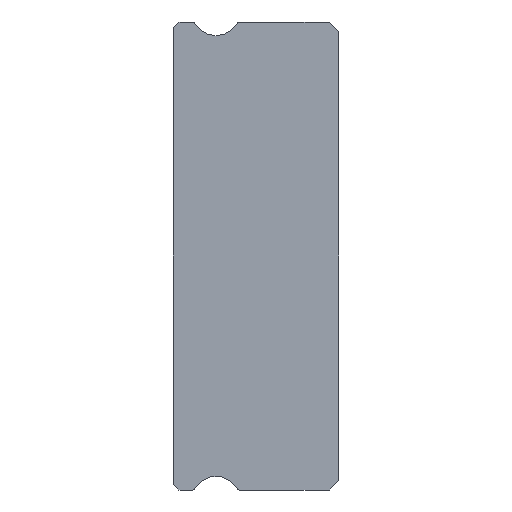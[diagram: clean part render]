
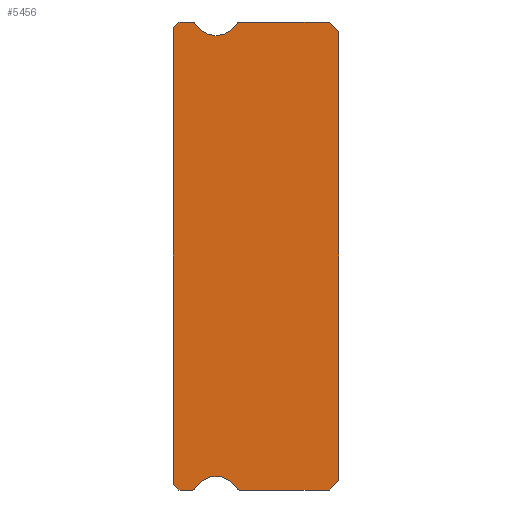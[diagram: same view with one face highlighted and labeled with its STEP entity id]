
A CAD part, left-side view. The second image highlights one B-rep face of the part: STEP entity #5456.
In plain terms, the highlighted planar face has unit normal (-1, 0, 0).
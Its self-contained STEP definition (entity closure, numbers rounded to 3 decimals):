
#38 = EDGE_CURVE ( 'NONE', #5451, #5799, #4955, .T. ) ;
#44 = ORIENTED_EDGE ( 'NONE', *, *, #3199, .F. ) ;
#105 = VECTOR ( 'NONE', #3600, 1000. ) ;
#130 = VERTEX_POINT ( 'NONE', #953 ) ;
#132 = VERTEX_POINT ( 'NONE', #987 ) ;
#260 = VECTOR ( 'NONE', #4249, 1000. ) ;
#289 = VERTEX_POINT ( 'NONE', #4397 ) ;
#294 = ORIENTED_EDGE ( 'NONE', *, *, #4826, .F. ) ;
#319 = DIRECTION ( 'NONE',  ( 0., 0., -1. ) ) ;
#330 = DIRECTION ( 'NONE',  ( 0., 0., -1. ) ) ;
#351 = DIRECTION ( 'NONE',  ( 1., 0., 0. ) ) ;
#561 = DIRECTION ( 'NONE',  ( 1., 0., 0. ) ) ;
#586 = CIRCLE ( 'NONE', #2938, 0.15 ) ;
#647 = VECTOR ( 'NONE', #4415, 1000. ) ;
#664 = DIRECTION ( 'NONE',  ( 0., -0.707, -0.707 ) ) ;
#681 = CARTESIAN_POINT ( 'NONE',  ( -20., 7.512, -12. ) ) ;
#774 = CARTESIAN_POINT ( 'NONE',  ( -20., 5.217, -11.925 ) ) ;
#787 = PLANE ( 'NONE',  #3492 ) ;
#795 = DIRECTION ( 'NONE',  ( 0., 0., -1. ) ) ;
#814 = CIRCLE ( 'NONE', #1986, 1.25 ) ;
#931 = CARTESIAN_POINT ( 'NONE',  ( -20., 5.088, 11.85 ) ) ;
#953 = CARTESIAN_POINT ( 'NONE',  ( -20., 0.5, -12. ) ) ;
#987 = CARTESIAN_POINT ( 'NONE',  ( -20., 7.512, 12. ) ) ;
#997 = CIRCLE ( 'NONE', #1205, 0.15 ) ;
#1083 = CARTESIAN_POINT ( 'NONE',  ( -20., 7.512, -12. ) ) ;
#1123 = CIRCLE ( 'NONE', #5027, 0.15 ) ;
#1125 = DIRECTION ( 'NONE',  ( -1., 0., 0. ) ) ;
#1179 = DIRECTION ( 'NONE',  ( 0., -1., 0. ) ) ;
#1205 = AXIS2_PLACEMENT_3D ( 'NONE', #931, #561, #4279 ) ;
#1216 = CARTESIAN_POINT ( 'NONE',  ( -20., 8.2, -12. ) ) ;
#1417 = DIRECTION ( 'NONE',  ( 0., 0.707, -0.707 ) ) ;
#1477 = LINE ( 'NONE', #3333, #105 ) ;
#1498 = EDGE_CURVE ( 'NONE', #3860, #1528, #997, .T. ) ;
#1520 = AXIS2_PLACEMENT_3D ( 'NONE', #3032, #4911, #4509 ) ;
#1522 = CARTESIAN_POINT ( 'NONE',  ( -20., 5.088, -12. ) ) ;
#1528 = VERTEX_POINT ( 'NONE', #4463 ) ;
#1592 = CARTESIAN_POINT ( 'NONE',  ( -20., 5.088, -11.85 ) ) ;
#1689 = CARTESIAN_POINT ( 'NONE',  ( -20., 7.512, 12. ) ) ;
#1726 = VECTOR ( 'NONE', #1417, 1000. ) ;
#1741 = VECTOR ( 'NONE', #5752, 1000. ) ;
#1752 = VERTEX_POINT ( 'NONE', #5521 ) ;
#1779 = CARTESIAN_POINT ( 'NONE',  ( -20., 7.512, -11.85 ) ) ;
#1807 = ORIENTED_EDGE ( 'NONE', *, *, #3124, .T. ) ;
#1878 = ORIENTED_EDGE ( 'NONE', *, *, #2397, .F. ) ;
#1888 = DIRECTION ( 'NONE',  ( 0., 0., 1. ) ) ;
#1924 = ORIENTED_EDGE ( 'NONE', *, *, #1498, .F. ) ;
#1926 = EDGE_CURVE ( 'NONE', #4044, #130, #1477, .T. ) ;
#1986 = AXIS2_PLACEMENT_3D ( 'NONE', #3037, #1125, #3489 ) ;
#2017 = VECTOR ( 'NONE', #1179, 1000. ) ;
#2055 = LINE ( 'NONE', #681, #2017 ) ;
#2068 = LINE ( 'NONE', #1216, #2495 ) ;
#2106 = DIRECTION ( 'NONE',  ( 0., 0., -1. ) ) ;
#2140 = CARTESIAN_POINT ( 'NONE',  ( -20., 8.2, 12. ) ) ;
#2310 = CIRCLE ( 'NONE', #4073, 1.25 ) ;
#2318 = CARTESIAN_POINT ( 'NONE',  ( -20., 0., 11.5 ) ) ;
#2382 = ORIENTED_EDGE ( 'NONE', *, *, #1926, .F. ) ;
#2397 = EDGE_CURVE ( 'NONE', #4176, #4353, #1123, .T. ) ;
#2442 = CARTESIAN_POINT ( 'NONE',  ( -20., 8.5, 11.7 ) ) ;
#2495 = VECTOR ( 'NONE', #664, 1000. ) ;
#2542 = CARTESIAN_POINT ( 'NONE',  ( -20., 8.5, 11.85 ) ) ;
#2550 = CARTESIAN_POINT ( 'NONE',  ( -20., 0.5, 12. ) ) ;
#2571 = LINE ( 'NONE', #3922, #1741 ) ;
#2661 = CARTESIAN_POINT ( 'NONE',  ( -20., 7.512, 11.85 ) ) ;
#2677 = ORIENTED_EDGE ( 'NONE', *, *, #2936, .F. ) ;
#2936 = EDGE_CURVE ( 'NONE', #1752, #4232, #4880, .T. ) ;
#2938 = AXIS2_PLACEMENT_3D ( 'NONE', #1779, #4636, #330 ) ;
#2955 = CARTESIAN_POINT ( 'NONE',  ( -20., 5.217, 11.925 ) ) ;
#2972 = AXIS2_PLACEMENT_3D ( 'NONE', #4601, #3546, #795 ) ;
#3007 = ORIENTED_EDGE ( 'NONE', *, *, #3223, .F. ) ;
#3032 = CARTESIAN_POINT ( 'NONE',  ( -20., 6.3, 12.55 ) ) ;
#3033 = ORIENTED_EDGE ( 'NONE', *, *, #5607, .F. ) ;
#3037 = CARTESIAN_POINT ( 'NONE',  ( -20., 6.3, 12.55 ) ) ;
#3116 = LINE ( 'NONE', #4131, #4510 ) ;
#3124 = EDGE_CURVE ( 'NONE', #5145, #4232, #4270, .T. ) ;
#3148 = EDGE_CURVE ( 'NONE', #289, #5010, #2055, .T. ) ;
#3187 = VERTEX_POINT ( 'NONE', #2550 ) ;
#3199 = EDGE_CURVE ( 'NONE', #4353, #5102, #2310, .T. ) ;
#3203 = DIRECTION ( 'NONE',  ( 0., 1., 0. ) ) ;
#3223 = EDGE_CURVE ( 'NONE', #5799, #3860, #814, .T. ) ;
#3229 = CARTESIAN_POINT ( 'NONE',  ( -20., 0.5, 12. ) ) ;
#3234 = ORIENTED_EDGE ( 'NONE', *, *, #3148, .T. ) ;
#3252 = EDGE_CURVE ( 'NONE', #1528, #3187, #5883, .T. ) ;
#3321 = CARTESIAN_POINT ( 'NONE',  ( -20., 6.3, 11.3 ) ) ;
#3333 = CARTESIAN_POINT ( 'NONE',  ( -20., 0., -11.5 ) ) ;
#3344 = EDGE_CURVE ( 'NONE', #132, #5451, #5604, .T. ) ;
#3426 = ORIENTED_EDGE ( 'NONE', *, *, #3252, .F. ) ;
#3489 = DIRECTION ( 'NONE',  ( 0., 0., -1. ) ) ;
#3492 = AXIS2_PLACEMENT_3D ( 'NONE', #2661, #351, #319 ) ;
#3546 = DIRECTION ( 'NONE',  ( 1., 0., 0. ) ) ;
#3550 = ORIENTED_EDGE ( 'NONE', *, *, #5258, .F. ) ;
#3565 = ORIENTED_EDGE ( 'NONE', *, *, #38, .F. ) ;
#3600 = DIRECTION ( 'NONE',  ( 0., 0.707, -0.707 ) ) ;
#3798 = CARTESIAN_POINT ( 'NONE',  ( -20., 8.5, 11.7 ) ) ;
#3860 = VERTEX_POINT ( 'NONE', #2955 ) ;
#3922 = CARTESIAN_POINT ( 'NONE',  ( -20., 7.512, -12. ) ) ;
#3989 = DIRECTION ( 'NONE',  ( 0., 0., -1. ) ) ;
#4041 = CARTESIAN_POINT ( 'NONE',  ( -20., 0., 11.5 ) ) ;
#4044 = VERTEX_POINT ( 'NONE', #5988 ) ;
#4073 = AXIS2_PLACEMENT_3D ( 'NONE', #5790, #5822, #3989 ) ;
#4097 = EDGE_CURVE ( 'NONE', #4044, #5455, #5059, .T. ) ;
#4131 = CARTESIAN_POINT ( 'NONE',  ( -20., 8.2, 12. ) ) ;
#4176 = VERTEX_POINT ( 'NONE', #1522 ) ;
#4232 = VERTEX_POINT ( 'NONE', #2442 ) ;
#4249 = DIRECTION ( 'NONE',  ( 0., -0.707, -0.707 ) ) ;
#4270 = LINE ( 'NONE', #3798, #1726 ) ;
#4279 = DIRECTION ( 'NONE',  ( 0., 0., -1. ) ) ;
#4347 = EDGE_CURVE ( 'NONE', #1752, #289, #2068, .T. ) ;
#4353 = VERTEX_POINT ( 'NONE', #774 ) ;
#4397 = CARTESIAN_POINT ( 'NONE',  ( -20., 8.2, -12. ) ) ;
#4415 = DIRECTION ( 'NONE',  ( 0., 0., 1. ) ) ;
#4463 = CARTESIAN_POINT ( 'NONE',  ( -20., 5.088, 12. ) ) ;
#4506 = CARTESIAN_POINT ( 'NONE',  ( -20., 7.383, 11.925 ) ) ;
#4509 = DIRECTION ( 'NONE',  ( 0., 0., -1. ) ) ;
#4510 = VECTOR ( 'NONE', #3203, 1000. ) ;
#4591 = FACE_OUTER_BOUND ( 'NONE', #5327, .T. ) ;
#4601 = CARTESIAN_POINT ( 'NONE',  ( -20., 7.512, 11.85 ) ) ;
#4636 = DIRECTION ( 'NONE',  ( 1., 0., 0. ) ) ;
#4826 = EDGE_CURVE ( 'NONE', #5102, #5010, #586, .T. ) ;
#4851 = VECTOR ( 'NONE', #1888, 1000. ) ;
#4880 = LINE ( 'NONE', #2542, #647 ) ;
#4911 = DIRECTION ( 'NONE',  ( -1., 0., 0. ) ) ;
#4955 = CIRCLE ( 'NONE', #1520, 1.25 ) ;
#4976 = ORIENTED_EDGE ( 'NONE', *, *, #4097, .T. ) ;
#5010 = VERTEX_POINT ( 'NONE', #1083 ) ;
#5027 = AXIS2_PLACEMENT_3D ( 'NONE', #1592, #5415, #2106 ) ;
#5059 = LINE ( 'NONE', #2318, #4851 ) ;
#5102 = VERTEX_POINT ( 'NONE', #5370 ) ;
#5145 = VERTEX_POINT ( 'NONE', #2140 ) ;
#5178 = EDGE_CURVE ( 'NONE', #132, #5145, #3116, .T. ) ;
#5258 = EDGE_CURVE ( 'NONE', #130, #4176, #2571, .T. ) ;
#5285 = DIRECTION ( 'NONE',  ( 0., -1., 0. ) ) ;
#5327 = EDGE_LOOP ( 'NONE', ( #2677, #5919, #3234, #294, #44, #1878, #3550, #2382, #4976, #3033, #3426, #1924, #3007, #3565, #5588, #5725, #1807 ) ) ;
#5370 = CARTESIAN_POINT ( 'NONE',  ( -20., 7.383, -11.925 ) ) ;
#5415 = DIRECTION ( 'NONE',  ( 1., 0., 0. ) ) ;
#5451 = VERTEX_POINT ( 'NONE', #4506 ) ;
#5455 = VERTEX_POINT ( 'NONE', #4041 ) ;
#5456 = ADVANCED_FACE ( 'NONE', ( #4591 ), #787, .F. ) ;
#5510 = VECTOR ( 'NONE', #5285, 1000. ) ;
#5521 = CARTESIAN_POINT ( 'NONE',  ( -20., 8.5, -11.7 ) ) ;
#5567 = LINE ( 'NONE', #3229, #260 ) ;
#5588 = ORIENTED_EDGE ( 'NONE', *, *, #3344, .F. ) ;
#5604 = CIRCLE ( 'NONE', #2972, 0.15 ) ;
#5607 = EDGE_CURVE ( 'NONE', #3187, #5455, #5567, .T. ) ;
#5725 = ORIENTED_EDGE ( 'NONE', *, *, #5178, .T. ) ;
#5752 = DIRECTION ( 'NONE',  ( 0., 1., 0. ) ) ;
#5790 = CARTESIAN_POINT ( 'NONE',  ( -20., 6.3, -12.55 ) ) ;
#5799 = VERTEX_POINT ( 'NONE', #3321 ) ;
#5822 = DIRECTION ( 'NONE',  ( -1., 0., 0. ) ) ;
#5883 = LINE ( 'NONE', #1689, #5510 ) ;
#5919 = ORIENTED_EDGE ( 'NONE', *, *, #4347, .T. ) ;
#5988 = CARTESIAN_POINT ( 'NONE',  ( -20., 0., -11.5 ) ) ;
